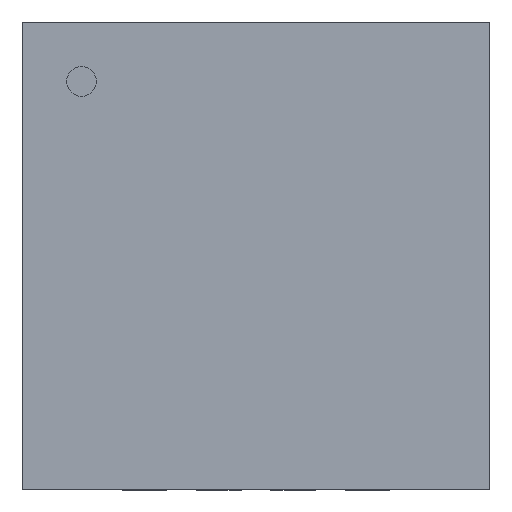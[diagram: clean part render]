
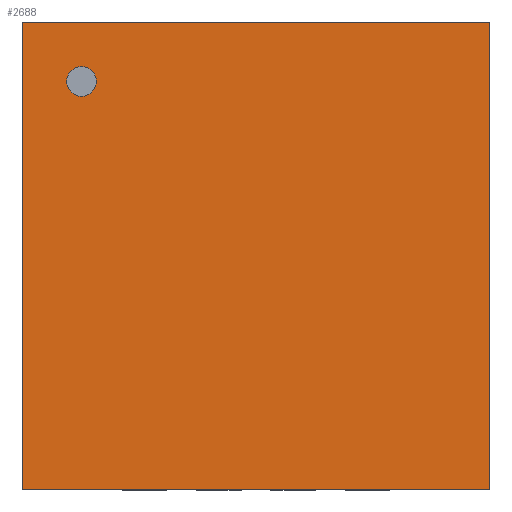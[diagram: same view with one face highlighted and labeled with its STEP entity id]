
A CAD part, top view. The second image highlights one B-rep face of the part: STEP entity #2688.
In plain terms, the highlighted planar face has unit normal (0, 0, 1).
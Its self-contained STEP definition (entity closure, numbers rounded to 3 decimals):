
#230=CARTESIAN_POINT('',(-1.075,1.175,1.0));
#231=VERTEX_POINT('',#230);
#240=CARTESIAN_POINT('',(-1.275,1.175,1.0));
#241=VERTEX_POINT('',#240);
#242=CARTESIAN_POINT('',(-1.175,1.175,1.0));
#243=DIRECTION('',(0.0,0.0,-1.0));
#244=DIRECTION('',(1.0,0.0,0.0));
#245=AXIS2_PLACEMENT_3D('',#242,#243,#244);
#246=CIRCLE('',#245,0.1);
#247=EDGE_CURVE('',#241,#231,#246,.T.);
#1198=CARTESIAN_POINT('',(1.575,-1.575,1.0));
#1199=VERTEX_POINT('',#1198);
#1206=CARTESIAN_POINT('',(-1.575,-1.575,1.0));
#1207=VERTEX_POINT('',#1206);
#1208=CARTESIAN_POINT('',(1.575,-1.575,1.0));
#1209=DIRECTION('',(-1.0,0.0,0.0));
#1210=VECTOR('',#1209,3.15);
#1211=LINE('',#1208,#1210);
#1212=EDGE_CURVE('',#1199,#1207,#1211,.T.);
#1717=CARTESIAN_POINT('',(1.575,1.575,1.0));
#1718=VERTEX_POINT('',#1717);
#1725=CARTESIAN_POINT('',(1.575,1.575,1.0));
#1726=DIRECTION('',(0.0,-1.0,0.0));
#1727=VECTOR('',#1726,3.15);
#1728=LINE('',#1725,#1727);
#1729=EDGE_CURVE('',#1718,#1199,#1728,.T.);
#2220=CARTESIAN_POINT('',(-1.575,1.575,1.0));
#2221=VERTEX_POINT('',#2220);
#2228=CARTESIAN_POINT('',(-1.575,1.575,1.0));
#2229=DIRECTION('',(1.0,0.0,0.0));
#2230=VECTOR('',#2229,3.15);
#2231=LINE('',#2228,#2230);
#2232=EDGE_CURVE('',#2221,#1718,#2231,.T.);
#2308=CARTESIAN_POINT('',(-1.575,-1.575,1.0));
#2309=DIRECTION('',(0.0,1.0,0.0));
#2310=VECTOR('',#2309,3.15);
#2311=LINE('',#2308,#2310);
#2312=EDGE_CURVE('',#1207,#2221,#2311,.T.);
#2653=CARTESIAN_POINT('',(-1.175,1.175,1.0));
#2654=DIRECTION('',(0.0,0.0,-1.0));
#2655=DIRECTION('',(1.0,0.0,0.0));
#2656=AXIS2_PLACEMENT_3D('',#2653,#2654,#2655);
#2657=CIRCLE('',#2656,0.1);
#2658=EDGE_CURVE('',#231,#241,#2657,.T.);
#2673=CARTESIAN_POINT('',(0.,0.,1.0));
#2674=DIRECTION('',(0.0,0.0,1.0));
#2675=DIRECTION('',(1.0,0.0,0.0));
#2676=AXIS2_PLACEMENT_3D('',#2673,#2674,#2675);
#2677=PLANE('',#2676);
#2678=ORIENTED_EDGE('',*,*,#1729,.F.);
#2679=ORIENTED_EDGE('',*,*,#2232,.F.);
#2680=ORIENTED_EDGE('',*,*,#2312,.F.);
#2681=ORIENTED_EDGE('',*,*,#1212,.F.);
#2682=EDGE_LOOP('',(#2678,#2679,#2680,#2681));
#2683=FACE_OUTER_BOUND('',#2682,.T.);
#2684=ORIENTED_EDGE('',*,*,#2658,.T.);
#2685=ORIENTED_EDGE('',*,*,#247,.T.);
#2686=EDGE_LOOP('',(#2684,#2685));
#2687=FACE_BOUND('',#2686,.T.);
#2688=ADVANCED_FACE('',(#2683,#2687),#2677,.T.);
